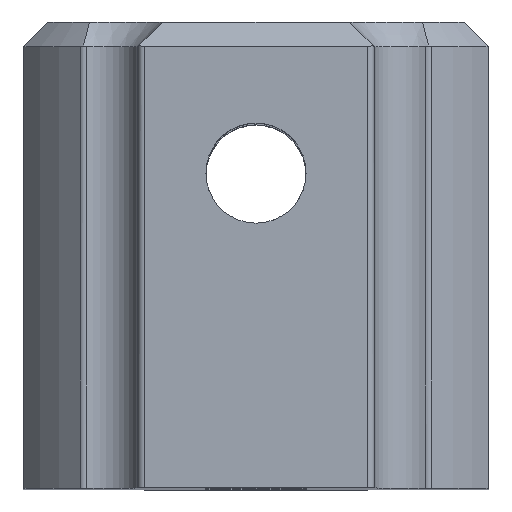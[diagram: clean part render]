
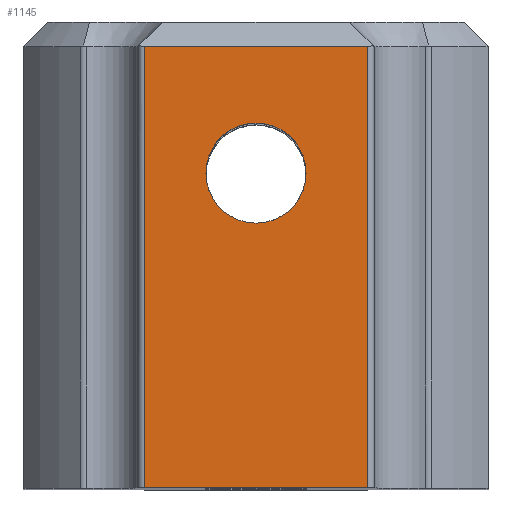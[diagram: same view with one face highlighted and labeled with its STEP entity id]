
A CAD part, top view. The second image highlights one B-rep face of the part: STEP entity #1145.
In plain terms, the highlighted planar face has unit normal (0, 0, 1).
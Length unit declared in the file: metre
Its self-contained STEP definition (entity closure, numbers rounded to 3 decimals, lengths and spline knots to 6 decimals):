
#34=PLANE('',#1288);
#79=LINE('',#1668,#147);
#102=LINE('',#1831,#170);
#109=LINE('',#1867,#177);
#140=LINE('',#2018,#208);
#147=VECTOR('',#1323,1.);
#170=VECTOR('',#1414,1.);
#177=VECTOR('',#1449,1.);
#208=VECTOR('',#1580,1.);
#469=ORIENTED_EDGE('',*,*,#679,.T.);
#470=ORIENTED_EDGE('',*,*,#598,.T.);
#471=ORIENTED_EDGE('',*,*,#615,.T.);
#472=ORIENTED_EDGE('',*,*,#540,.T.);
#473=ORIENTED_EDGE('',*,*,#693,.F.);
#540=EDGE_CURVE('',#703,#701,#79,.T.);
#598=EDGE_CURVE('',#757,#760,#102,.T.);
#615=EDGE_CURVE('',#760,#703,#109,.T.);
#679=EDGE_CURVE('',#701,#757,#140,.T.);
#693=EDGE_CURVE('',#807,#807,#871,.T.);
#701=VERTEX_POINT('',#1666);
#703=VERTEX_POINT('',#1669);
#757=VERTEX_POINT('',#1824);
#760=VERTEX_POINT('',#1830);
#807=VERTEX_POINT('',#2039);
#871=CIRCLE('',#1289,0.002019);
#935=EDGE_LOOP('',(#469,#470,#471,#472));
#936=EDGE_LOOP('',(#473));
#1031=FACE_BOUND('',#935,.T.);
#1032=FACE_BOUND('',#936,.T.);
#1145=ADVANCED_FACE('',(#1031,#1032),#34,.T.);
#1288=AXIS2_PLACEMENT_3D('',#2037,#1605,#1606);
#1289=AXIS2_PLACEMENT_3D('',#2038,#1607,#1608);
#1323=DIRECTION('',(0.,-1.,0.));
#1414=DIRECTION('',(0.,1.,0.));
#1449=DIRECTION('',(-1.,0.,0.));
#1580=DIRECTION('',(1.,0.,0.));
#1605=DIRECTION('',(0.,0.,1.));
#1606=DIRECTION('',(0.,-1.,0.));
#1607=DIRECTION('',(0.,0.,1.));
#1608=DIRECTION('',(0.,-1.,0.));
#1666=CARTESIAN_POINT('',(-0.004513,-0.009398,0.024257));
#1668=CARTESIAN_POINT('',(-0.004513,-0.009398,0.024257));
#1669=CARTESIAN_POINT('',(-0.004513,0.008398,0.024257));
#1824=CARTESIAN_POINT('',(0.004513,-0.009398,0.024257));
#1830=CARTESIAN_POINT('',(0.004513,0.008398,0.024257));
#1831=CARTESIAN_POINT('',(0.004513,-0.009398,0.024257));
#1867=CARTESIAN_POINT('',(-0.004763,0.008398,0.024257));
#2018=CARTESIAN_POINT('',(0.,-0.009398,0.024257));
#2037=CARTESIAN_POINT('',(0.,-0.009398,0.024257));
#2038=CARTESIAN_POINT('',(0.,0.003302,0.024257));
#2039=CARTESIAN_POINT('',(0.,0.001283,0.024257));
